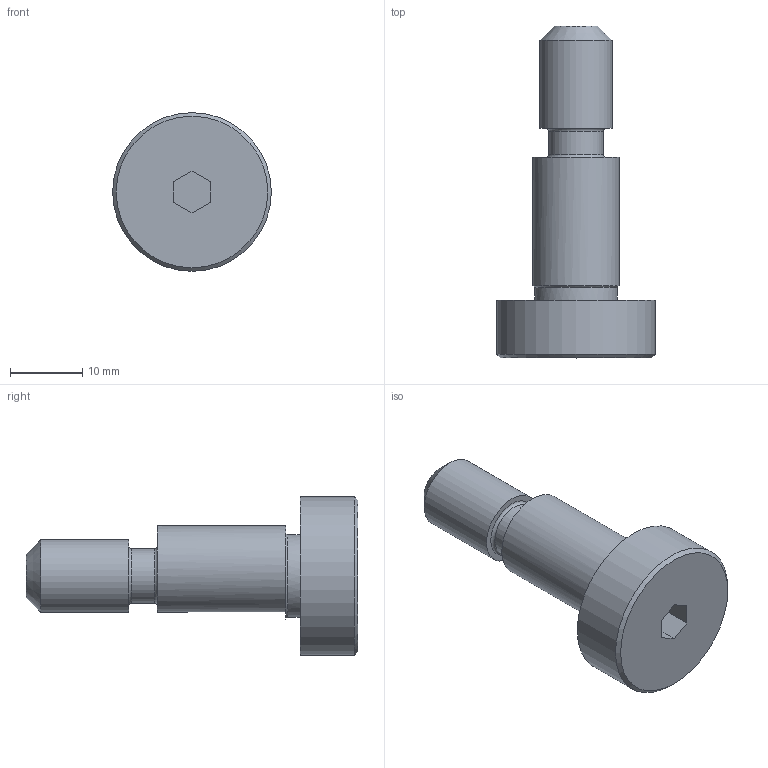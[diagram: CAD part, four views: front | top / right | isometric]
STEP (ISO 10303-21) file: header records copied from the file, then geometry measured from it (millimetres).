
FILE_DESCRIPTION(/* description */ (''),/* implementation_level */ '2;1');
FILE_NAME(/* name */ '11158_KriTec_Bolzen_8_D14_exzentrisch.stp',/* time_stamp */ '2014-05-08T14:12:34+02:00',/* author */ ('kostic'),/* organization */ (''),/* preprocessor_version */ 'ST-DEVELOPER v15.2',/* originating_system */ 'Autodesk Inventor 2014',/* authorisation */ '');
FILE_SCHEMA (('AUTOMOTIVE_DESIGN { 1 0 10303 214 3 1 1 }'));
Length unit declared in the file: millimetre
Products named in the file (1): 11158_KriTec_Bolzen_8_D14_exzentrisch
Bounding box: 22 x 46 x 22 mm (x, y, z)
Volume: 6363.8 mm3; surface area: 2736.2 mm2
Topology: 1 solids, 1 shells, 24 faces, 48 edges, 30 vertices
Faces by surface type: plane 14, cylinder 5, cone 3, torus 2
Full cylindrical faces by diameter (mm): 7.5 x1, 10 x1, 11.5 x1, 12 x1, 22 x1
Entity records: 563 total; most frequent: DIRECTION 102, CARTESIAN_POINT 87, ORIENTED_EDGE 70, AXIS2_PLACEMENT_3D 42, EDGE_LOOP 38, EDGE_CURVE 35, VERTEX_POINT 27, ADVANCED_FACE 24
